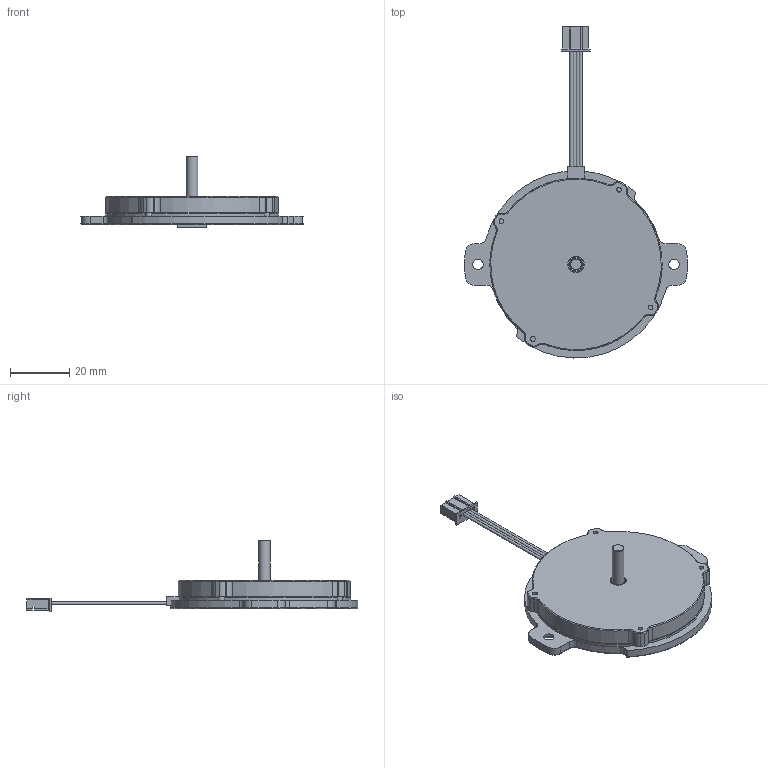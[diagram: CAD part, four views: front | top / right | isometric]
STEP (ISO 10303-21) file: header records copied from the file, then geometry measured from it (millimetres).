
FILE_DESCRIPTION(/* description */ (''),/* implementation_level */ '2;1');
FILE_NAME(/* name */ 'ST6318F1004-A.stp',/* time_stamp */ '2021-04-27T15:14:05+02:00',/* author */ ('angelika.schneid'),/* organization */ (''),/* preprocessor_version */ 'ST-DEVELOPER v17.2',/* originating_system */ 'Autodesk Inventor 2019',/* authorisation */ '');
FILE_SCHEMA (('AUTOMOTIVE_DESIGN { 1 0 10303 214 3 1 1 }'));
Length unit declared in the file: millimetre
Products named in the file (1): ST6318F1004-A_Shrinkwrap_3
Bounding box: 74.94 x 111.71 x 24.1 mm (x, y, z)
Volume: 18560.1 mm3; surface area: 16882.5 mm2
Topology: 14 solids, 14 shells, 366 faces, 941 edges, 631 vertices
Faces by surface type: plane 191, cylinder 108, cone 35, torus 30, sphere 2
Full cylindrical faces by diameter (mm): 0.597 x4, 1 x4, 1.567 x4, 2 x4, 2.2 x4, 3.2 x4, 3.5 x2, 3.6 x4, 3.8 x2, 3.95 x1, 4 x3, 5.033 x1, 5.235 x1, 5.5 x3, 6.5 x2, 6.746 x1, 6.853 x1, 7.02 x1, 8 x2, 26 x1, 51 x1, 53.47 x1
Entity records: 11794 total; most frequent: DIRECTION 2086, CARTESIAN_POINT 1981, ORIENTED_EDGE 1878, EDGE_CURVE 939, AXIS2_PLACEMENT_3D 788, VERTEX_POINT 631, LINE 510, VECTOR 510
